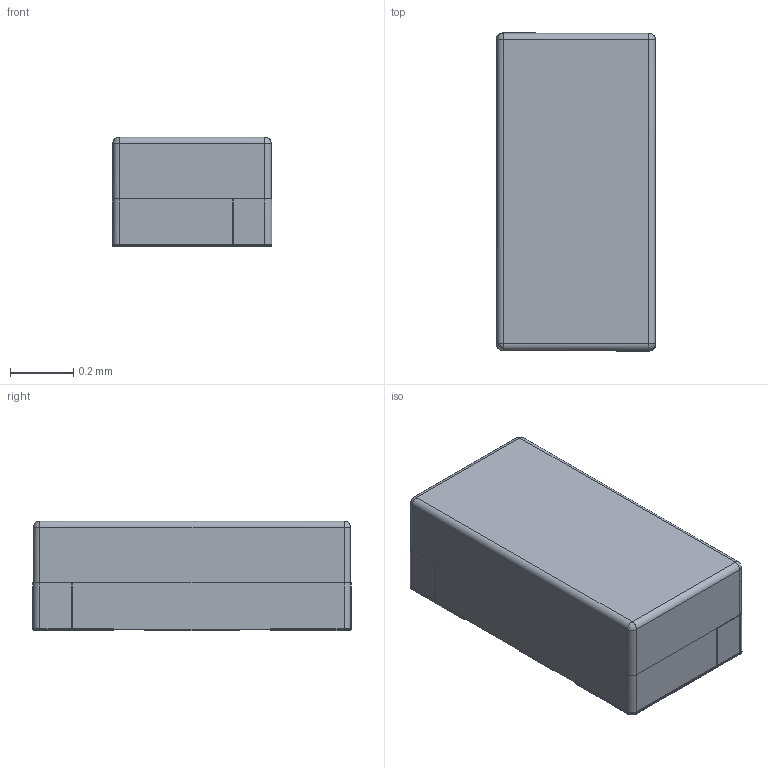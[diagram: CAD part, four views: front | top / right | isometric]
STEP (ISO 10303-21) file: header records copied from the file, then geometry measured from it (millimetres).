
FILE_DESCRIPTION(/* description */ (''),/* implementation_level */ '2;1');
FILE_NAME(/* name */ 'CHIPLE~1',/* time_stamp */ '2014-07-25T17:22:37+02:00',/* author */ (''),/* organization */ (''),/* preprocessor_version */ 'ST-DEVELOPER v14',/* originating_system */ '',/* authorisation */ '');
FILE_SCHEMA (('AUTOMOTIVE_DESIGN'));
Length unit declared in the file: millimetre
Products named in the file (1): Document
Bounding box: 0.5 x 1 x 0.35 mm (x, y, z)
Volume: 0.2 mm3; surface area: 5 mm2
Topology: 13 solids, 13 shells, 202 faces, 441 edges, 253 vertices
Faces by surface type: bspline 140, plane 62
Entity records: 13438 total; most frequent: CARTESIAN_POINT 7746, B_SPLINE_CURVE_WITH_KNOTS 1043, ORIENTED_EDGE 856, PCURVE 856, DEFINITIONAL_REPRESENTATION 856, SURFACE_CURVE 428, EDGE_CURVE 428, VERTEX_POINT 252
